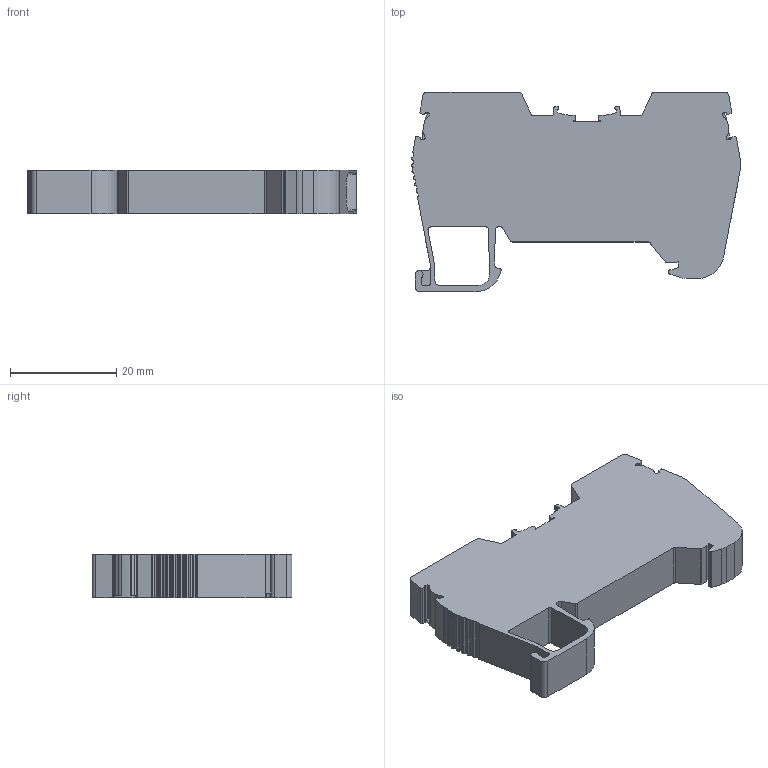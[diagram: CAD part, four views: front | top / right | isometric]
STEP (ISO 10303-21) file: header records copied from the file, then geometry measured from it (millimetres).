
FILE_DESCRIPTION (( 'STEP AP203' ), '1' );
FILE_NAME ('Hibrit 6.STEP', '2021-01-21T11:34:47', ( '' ), ( '' ), 'SwSTEP 2.0', 'SolidWorks 2019', '' );
FILE_SCHEMA (( 'CONFIG_CONTROL_DESIGN' ));
Length unit declared in the file: millimetre
Products named in the file (1): Hibrit 6
Bounding box: 61.82 x 37.59 x 8.2 mm (x, y, z)
Volume: 12960.1 mm3; surface area: 6014.1 mm2
Topology: 1 solids, 1 shells, 356 faces, 1002 edges, 642 vertices
Faces by surface type: cylinder 161, plane 146, torus 22, bspline 14, cone 8, sphere 5
Entity records: 11916 total; most frequent: CARTESIAN_POINT 2575, ORIENTED_EDGE 1988, DIRECTION 1977, EDGE_CURVE 994, AXIS2_PLACEMENT_3D 717, VERTEX_POINT 642, LINE 543, VECTOR 543
